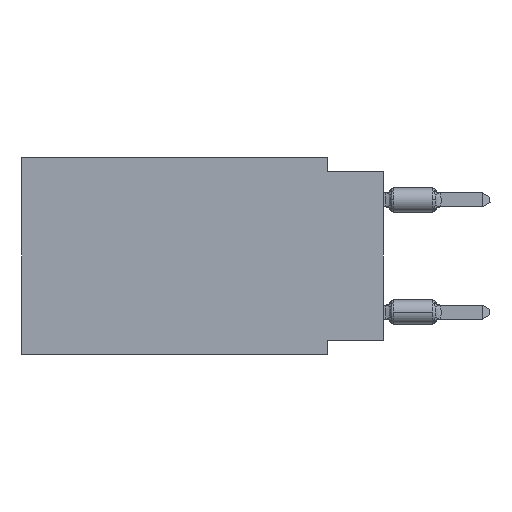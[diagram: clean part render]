
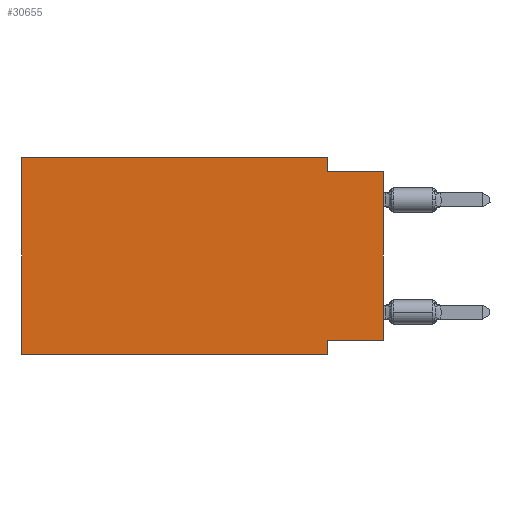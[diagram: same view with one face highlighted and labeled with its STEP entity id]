
A CAD part, left-side view. The second image highlights one B-rep face of the part: STEP entity #30655.
In plain terms, the highlighted planar face has unit normal (-1, 0, 0).
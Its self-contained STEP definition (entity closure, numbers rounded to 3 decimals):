
#30 = EDGE_CURVE ( 'NONE', #13826, #56295, #18621, .T. ) ;
#2640 = DIRECTION ( 'NONE',  ( 0., -1., 0. ) ) ;
#4007 = VECTOR ( 'NONE', #63499, 1000. ) ;
#4205 = DIRECTION ( 'NONE',  ( 0., 0., 1. ) ) ;
#4454 = LINE ( 'NONE', #14766, #64069 ) ;
#4783 = EDGE_CURVE ( 'NONE', #23084, #35305, #60279, .T. ) ;
#5410 = CARTESIAN_POINT ( 'NONE',  ( 0., 0., -0.635 ) ) ;
#6731 = VECTOR ( 'NONE', #4205, 1000. ) ;
#7637 = DIRECTION ( 'NONE',  ( 1., 0., 0. ) ) ;
#7969 = FACE_OUTER_BOUND ( 'NONE', #48071, .T. ) ;
#8378 = EDGE_CURVE ( 'NONE', #49351, #23084, #41103, .T. ) ;
#12649 = AXIS2_PLACEMENT_3D ( 'NONE', #53208, #7637, #37244 ) ;
#13197 = EDGE_CURVE ( 'NONE', #59854, #26567, #17376, .T. ) ;
#13608 = LINE ( 'NONE', #13954, #40999 ) ;
#13826 = VERTEX_POINT ( 'NONE', #50417 ) ;
#13954 = CARTESIAN_POINT ( 'NONE',  ( 0., 16.383, 0. ) ) ;
#14766 = CARTESIAN_POINT ( 'NONE',  ( 0., 0., 0. ) ) ;
#14899 = CARTESIAN_POINT ( 'NONE',  ( 0., 2.54, 0. ) ) ;
#15486 = LINE ( 'NONE', #44768, #6731 ) ;
#15846 = DIRECTION ( 'NONE',  ( 0., 0., -1. ) ) ;
#16087 = CARTESIAN_POINT ( 'NONE',  ( 0., 2.54, -8.89 ) ) ;
#16574 = EDGE_CURVE ( 'NONE', #26567, #56295, #31042, .T. ) ;
#17376 = LINE ( 'NONE', #32668, #27237 ) ;
#18621 = LINE ( 'NONE', #28920, #4007 ) ;
#20200 = CARTESIAN_POINT ( 'NONE',  ( 0., 0., -0.635 ) ) ;
#22978 = ORIENTED_EDGE ( 'NONE', *, *, #4783, .F. ) ;
#23084 = VERTEX_POINT ( 'NONE', #26808 ) ;
#23089 = ORIENTED_EDGE ( 'NONE', *, *, #45413, .F. ) ;
#23754 = CARTESIAN_POINT ( 'NONE',  ( 0., 2.54, -8.89 ) ) ;
#24599 = ORIENTED_EDGE ( 'NONE', *, *, #8378, .F. ) ;
#26567 = VERTEX_POINT ( 'NONE', #42349 ) ;
#26601 = ORIENTED_EDGE ( 'NONE', *, *, #51671, .T. ) ;
#26808 = CARTESIAN_POINT ( 'NONE',  ( 0., 2.54, -0.635 ) ) ;
#27237 = VECTOR ( 'NONE', #37644, 1000. ) ;
#28920 = CARTESIAN_POINT ( 'NONE',  ( 0., 16.383, -8.89 ) ) ;
#29248 = CARTESIAN_POINT ( 'NONE',  ( 0., 2.54, 0. ) ) ;
#30655 = ADVANCED_FACE ( 'NONE', ( #7969 ), #58191, .F. ) ;
#31042 = LINE ( 'NONE', #16087, #46562 ) ;
#32668 = CARTESIAN_POINT ( 'NONE',  ( 0., 0., -8.255 ) ) ;
#33200 = ORIENTED_EDGE ( 'NONE', *, *, #13197, .F. ) ;
#33723 = ORIENTED_EDGE ( 'NONE', *, *, #56638, .F. ) ;
#34718 = ORIENTED_EDGE ( 'NONE', *, *, #16574, .F. ) ;
#35040 = DIRECTION ( 'NONE',  ( 0., 0., 1. ) ) ;
#35305 = VERTEX_POINT ( 'NONE', #20200 ) ;
#37244 = DIRECTION ( 'NONE',  ( 0., 0., -1. ) ) ;
#37555 = CARTESIAN_POINT ( 'NONE',  ( 0., 0., -8.255 ) ) ;
#37644 = DIRECTION ( 'NONE',  ( 0., 1., 0. ) ) ;
#40685 = DIRECTION ( 'NONE',  ( 0., 0., -1. ) ) ;
#40999 = VECTOR ( 'NONE', #2640, 1000. ) ;
#41103 = LINE ( 'NONE', #29248, #42000 ) ;
#41295 = DIRECTION ( 'NONE',  ( 0., -1., 0. ) ) ;
#42000 = VECTOR ( 'NONE', #15846, 1000. ) ;
#42349 = CARTESIAN_POINT ( 'NONE',  ( 0., 2.54, -8.255 ) ) ;
#44768 = CARTESIAN_POINT ( 'NONE',  ( 0., 16.383, 0. ) ) ;
#45023 = VECTOR ( 'NONE', #41295, 1000. ) ;
#45413 = EDGE_CURVE ( 'NONE', #13826, #47237, #15486, .T. ) ;
#46562 = VECTOR ( 'NONE', #40685, 1000. ) ;
#47237 = VERTEX_POINT ( 'NONE', #56895 ) ;
#48071 = EDGE_LOOP ( 'NONE', ( #26601, #22978, #24599, #33723, #23089, #59720, #34718, #33200 ) ) ;
#49351 = VERTEX_POINT ( 'NONE', #14899 ) ;
#50417 = CARTESIAN_POINT ( 'NONE',  ( 0., 16.383, -8.89 ) ) ;
#51671 = EDGE_CURVE ( 'NONE', #59854, #35305, #4454, .T. ) ;
#53208 = CARTESIAN_POINT ( 'NONE',  ( 0., 16.383, 0. ) ) ;
#56295 = VERTEX_POINT ( 'NONE', #23754 ) ;
#56638 = EDGE_CURVE ( 'NONE', #47237, #49351, #13608, .T. ) ;
#56895 = CARTESIAN_POINT ( 'NONE',  ( 0., 16.383, 0. ) ) ;
#58191 = PLANE ( 'NONE',  #12649 ) ;
#59720 = ORIENTED_EDGE ( 'NONE', *, *, #30, .T. ) ;
#59854 = VERTEX_POINT ( 'NONE', #37555 ) ;
#60279 = LINE ( 'NONE', #5410, #45023 ) ;
#63499 = DIRECTION ( 'NONE',  ( 0., -1., 0. ) ) ;
#64069 = VECTOR ( 'NONE', #35040, 1000. ) ;
